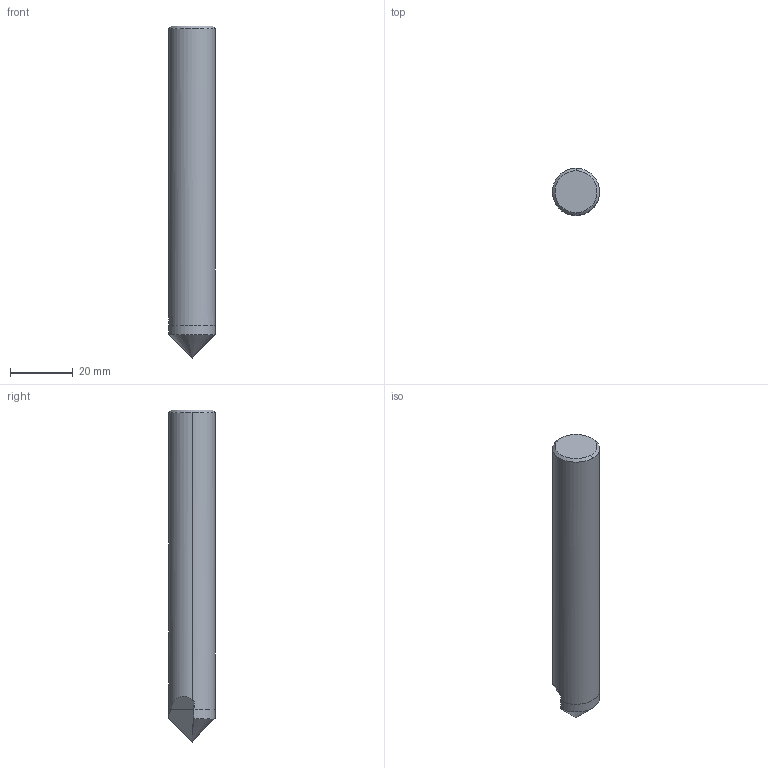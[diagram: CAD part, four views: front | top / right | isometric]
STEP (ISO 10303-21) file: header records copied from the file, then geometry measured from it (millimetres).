
FILE_DESCRIPTION(('no description'),'unknown implementation level');
FILE_NAME('solidBntB0zDjcNxnBm1BnSqU89bbqqg_1.STP',' ',('CIMSOURCE GmbH'),('CADClick - KiM GmbH - www.kimweb.de'),'unknown preprocess','ACIS','unknown authorization');
FILE_SCHEMA(('automotive_design'));
Length unit declared in the file: millimetre
Products named in the file (2): 1; 2
Bounding box: 15 x 15 x 106 mm (x, y, z)
Volume: 17675 mm3; surface area: 5360.7 mm2
Topology: 2 solids, 2 shells, 27 faces, 71 edges, 47 vertices
Faces by surface type: plane 12, cylinder 11, cone 4
Entity records: 1979 total; most frequent: CARTESIAN_POINT 479, STYLED_ITEM 145, PRESENTATION_STYLE_ASSIGNMENT 145, COLOUR_RGB 145, DIRECTION 138, ORIENTED_EDGE 138, EDGE_CURVE 69, CURVE_STYLE 69
